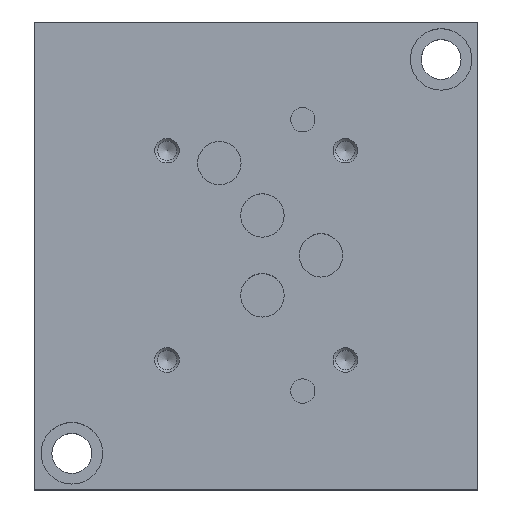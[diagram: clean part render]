
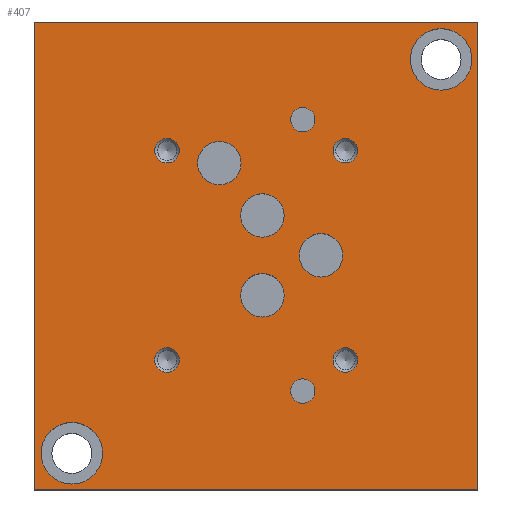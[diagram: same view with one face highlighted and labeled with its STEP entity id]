
A CAD part, top view. The second image highlights one B-rep face of the part: STEP entity #407.
In plain terms, the highlighted planar face has unit normal (0, 0, 1).
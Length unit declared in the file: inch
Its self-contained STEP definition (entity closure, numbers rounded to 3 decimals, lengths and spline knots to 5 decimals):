
#407 = ADVANCED_FACE( '', ( #981, #982, #983, #984, #985, #986, #987, #988, #989, #990, #991, #992, #993 ), #994, .F. );
#981 = FACE_BOUND( '', #1773, .T. );
#982 = FACE_BOUND( '', #1774, .T. );
#983 = FACE_BOUND( '', #1775, .T. );
#984 = FACE_BOUND( '', #1776, .T. );
#985 = FACE_BOUND( '', #1777, .T. );
#986 = FACE_BOUND( '', #1778, .T. );
#987 = FACE_BOUND( '', #1779, .T. );
#988 = FACE_BOUND( '', #1780, .T. );
#989 = FACE_BOUND( '', #1781, .T. );
#990 = FACE_BOUND( '', #1782, .T. );
#991 = FACE_BOUND( '', #1783, .T. );
#992 = FACE_BOUND( '', #1784, .T. );
#993 = FACE_OUTER_BOUND( '', #1785, .T. );
#994 = PLANE( '', #1786 );
#1773 = EDGE_LOOP( '', ( #2940 ) );
#1774 = EDGE_LOOP( '', ( #2941 ) );
#1775 = EDGE_LOOP( '', ( #2942 ) );
#1776 = EDGE_LOOP( '', ( #2943 ) );
#1777 = EDGE_LOOP( '', ( #2944 ) );
#1778 = EDGE_LOOP( '', ( #2945 ) );
#1779 = EDGE_LOOP( '', ( #2946 ) );
#1780 = EDGE_LOOP( '', ( #2947 ) );
#1781 = EDGE_LOOP( '', ( #2948 ) );
#1782 = EDGE_LOOP( '', ( #2949 ) );
#1783 = EDGE_LOOP( '', ( #2950 ) );
#1784 = EDGE_LOOP( '', ( #2951 ) );
#1785 = EDGE_LOOP( '', ( #2952, #2953, #2954, #2955 ) );
#1786 = AXIS2_PLACEMENT_3D( '', #2956, #2957, #2958 );
#2940 = ORIENTED_EDGE( '', *, *, #4602, .T. );
#2941 = ORIENTED_EDGE( '', *, *, #4726, .T. );
#2942 = ORIENTED_EDGE( '', *, *, #4727, .F. );
#2943 = ORIENTED_EDGE( '', *, *, #4728, .F. );
#2944 = ORIENTED_EDGE( '', *, *, #4396, .F. );
#2945 = ORIENTED_EDGE( '', *, *, #4729, .F. );
#2946 = ORIENTED_EDGE( '', *, *, #4730, .F. );
#2947 = ORIENTED_EDGE( '', *, *, #4731, .F. );
#2948 = ORIENTED_EDGE( '', *, *, #4732, .F. );
#2949 = ORIENTED_EDGE( '', *, *, #4486, .F. );
#2950 = ORIENTED_EDGE( '', *, *, #4733, .F. );
#2951 = ORIENTED_EDGE( '', *, *, #4409, .F. );
#2952 = ORIENTED_EDGE( '', *, *, #4734, .T. );
#2953 = ORIENTED_EDGE( '', *, *, #4735, .F. );
#2954 = ORIENTED_EDGE( '', *, *, #4736, .F. );
#2955 = ORIENTED_EDGE( '', *, *, #4704, .T. );
#2956 = CARTESIAN_POINT( '', ( 4.5, 4.75, 1.75 ) );
#2957 = DIRECTION( '', ( 0., 0., -1. ) );
#2958 = DIRECTION( '', ( -1., 0., 0. ) );
#4396 = EDGE_CURVE( '', #5208, #5208, #5209, .T. );
#4409 = EDGE_CURVE( '', #5231, #5231, #5232, .T. );
#4486 = EDGE_CURVE( '', #5362, #5362, #5363, .T. );
#4602 = EDGE_CURVE( '', #5560, #5560, #5561, .T. );
#4704 = EDGE_CURVE( '', #5722, #5720, #5723, .T. );
#4726 = EDGE_CURVE( '', #5755, #5755, #5756, .T. );
#4727 = EDGE_CURVE( '', #5757, #5757, #5758, .T. );
#4728 = EDGE_CURVE( '', #5759, #5759, #5760, .T. );
#4729 = EDGE_CURVE( '', #5761, #5761, #5762, .T. );
#4730 = EDGE_CURVE( '', #5763, #5763, #5764, .T. );
#4731 = EDGE_CURVE( '', #5765, #5765, #5766, .T. );
#4732 = EDGE_CURVE( '', #5767, #5767, #5768, .T. );
#4733 = EDGE_CURVE( '', #5769, #5769, #5770, .T. );
#4734 = EDGE_CURVE( '', #5720, #5771, #5772, .T. );
#4735 = EDGE_CURVE( '', #5773, #5771, #5774, .T. );
#4736 = EDGE_CURVE( '', #5722, #5773, #5775, .T. );
#5208 = VERTEX_POINT( '', #6392 );
#5209 = CIRCLE( '', #6393, 0.125 );
#5231 = VERTEX_POINT( '', #6421 );
#5232 = CIRCLE( '', #6422, 0.2205 );
#5362 = VERTEX_POINT( '', #6600 );
#5363 = CIRCLE( '', #6601, 0.2205 );
#5560 = VERTEX_POINT( '', #6875 );
#5561 = CIRCLE( '', #6876, 0.3125 );
#5720 = VERTEX_POINT( '', #7091 );
#5722 = VERTEX_POINT( '', #7094 );
#5723 = LINE( '', #7095, #7096 );
#5755 = VERTEX_POINT( '', #7140 );
#5756 = CIRCLE( '', #7141, 0.3125 );
#5757 = VERTEX_POINT( '', #7142 );
#5758 = CIRCLE( '', #7143, 0.125 );
#5759 = VERTEX_POINT( '', #7144 );
#5760 = CIRCLE( '', #7145, 0.125 );
#5761 = VERTEX_POINT( '', #7146 );
#5762 = CIRCLE( '', #7147, 0.125 );
#5763 = VERTEX_POINT( '', #7148 );
#5764 = CIRCLE( '', #7149, 0.124 );
#5765 = VERTEX_POINT( '', #7150 );
#5766 = CIRCLE( '', #7151, 0.124 );
#5767 = VERTEX_POINT( '', #7152 );
#5768 = CIRCLE( '', #7153, 0.2205 );
#5769 = VERTEX_POINT( '', #7154 );
#5770 = CIRCLE( '', #7155, 0.2205 );
#5771 = VERTEX_POINT( '', #7156 );
#5772 = LINE( '', #7157, #7158 );
#5773 = VERTEX_POINT( '', #7159 );
#5774 = LINE( '', #7160, #7161 );
#5775 = LINE( '', #7162, #7163 );
#6392 = CARTESIAN_POINT( '', ( 3.283, 1.317, 1.75 ) );
#6393 = AXIS2_PLACEMENT_3D( '', #7952, #7953, #7954 );
#6421 = CARTESIAN_POINT( '', ( 3.1305, 2.38, 1.75 ) );
#6422 = AXIS2_PLACEMENT_3D( '', #7970, #7971, #7972 );
#6600 = CARTESIAN_POINT( '', ( 2.5355, 2.785, 1.75 ) );
#6601 = AXIS2_PLACEMENT_3D( '', #8048, #8049, #8050 );
#6875 = CARTESIAN_POINT( '', ( 3.8175, 4.37, 1.75 ) );
#6876 = AXIS2_PLACEMENT_3D( '', #8188, #8189, #8190 );
#7091 = CARTESIAN_POINT( '', ( 0., 4.75, 1.75 ) );
#7094 = CARTESIAN_POINT( '', ( 4.5, 4.75, 1.75 ) );
#7095 = CARTESIAN_POINT( '', ( 4.5, 4.75, 1.75 ) );
#7096 = VECTOR( '', #8299, 39.37008 );
#7140 = CARTESIAN_POINT( '', ( 0.0675, 0.37, 1.75 ) );
#7141 = AXIS2_PLACEMENT_3D( '', #8321, #8322, #8323 );
#7142 = CARTESIAN_POINT( '', ( 1.472, 3.443, 1.75 ) );
#7143 = AXIS2_PLACEMENT_3D( '', #8324, #8325, #8326 );
#7144 = CARTESIAN_POINT( '', ( 1.472, 1.317, 1.75 ) );
#7145 = AXIS2_PLACEMENT_3D( '', #8327, #8328, #8329 );
#7146 = CARTESIAN_POINT( '', ( 3.283, 3.443, 1.75 ) );
#7147 = AXIS2_PLACEMENT_3D( '', #8330, #8331, #8332 );
#7148 = CARTESIAN_POINT( '', ( 2.849, 1.002, 1.75 ) );
#7149 = AXIS2_PLACEMENT_3D( '', #8333, #8334, #8335 );
#7150 = CARTESIAN_POINT( '', ( 2.849, 3.758, 1.75 ) );
#7151 = AXIS2_PLACEMENT_3D( '', #8336, #8337, #8338 );
#7152 = CARTESIAN_POINT( '', ( 2.5355, 1.974, 1.75 ) );
#7153 = AXIS2_PLACEMENT_3D( '', #8339, #8340, #8341 );
#7154 = CARTESIAN_POINT( '', ( 2.0985, 3.317, 1.75 ) );
#7155 = AXIS2_PLACEMENT_3D( '', #8342, #8343, #8344 );
#7156 = CARTESIAN_POINT( '', ( 0., 0., 1.75 ) );
#7157 = CARTESIAN_POINT( '', ( 0., 4.75, 1.75 ) );
#7158 = VECTOR( '', #8345, 39.37008 );
#7159 = CARTESIAN_POINT( '', ( 4.5, 0., 1.75 ) );
#7160 = CARTESIAN_POINT( '', ( 4.5, 0., 1.75 ) );
#7161 = VECTOR( '', #8346, 39.37008 );
#7162 = CARTESIAN_POINT( '', ( 4.5, 4.75, 1.75 ) );
#7163 = VECTOR( '', #8347, 39.37008 );
#7952 = CARTESIAN_POINT( '', ( 3.158, 1.317, 1.75 ) );
#7953 = DIRECTION( '', ( 0., 0., 1. ) );
#7954 = DIRECTION( '', ( 1., 0., 0. ) );
#7970 = CARTESIAN_POINT( '', ( 2.91, 2.38, 1.75 ) );
#7971 = DIRECTION( '', ( 0., 0., 1. ) );
#7972 = DIRECTION( '', ( 1., 0., 0. ) );
#8048 = CARTESIAN_POINT( '', ( 2.315, 2.785, 1.75 ) );
#8049 = DIRECTION( '', ( 0., 0., 1. ) );
#8050 = DIRECTION( '', ( 1., 0., 0. ) );
#8188 = CARTESIAN_POINT( '', ( 4.13, 4.37, 1.75 ) );
#8189 = DIRECTION( '', ( 0., 0., -1. ) );
#8190 = DIRECTION( '', ( -1., 0., 0. ) );
#8299 = DIRECTION( '', ( -1., 0., 0. ) );
#8321 = CARTESIAN_POINT( '', ( 0.38, 0.37, 1.75 ) );
#8322 = DIRECTION( '', ( 0., 0., -1. ) );
#8323 = DIRECTION( '', ( -1., 0., 0. ) );
#8324 = CARTESIAN_POINT( '', ( 1.347, 3.443, 1.75 ) );
#8325 = DIRECTION( '', ( 0., 0., 1. ) );
#8326 = DIRECTION( '', ( 1., 0., 0. ) );
#8327 = CARTESIAN_POINT( '', ( 1.347, 1.317, 1.75 ) );
#8328 = DIRECTION( '', ( 0., 0., 1. ) );
#8329 = DIRECTION( '', ( 1., 0., 0. ) );
#8330 = CARTESIAN_POINT( '', ( 3.158, 3.443, 1.75 ) );
#8331 = DIRECTION( '', ( 0., 0., 1. ) );
#8332 = DIRECTION( '', ( 1., 0., 0. ) );
#8333 = CARTESIAN_POINT( '', ( 2.725, 1.002, 1.75 ) );
#8334 = DIRECTION( '', ( 0., 0., 1. ) );
#8335 = DIRECTION( '', ( 1., 0., 0. ) );
#8336 = CARTESIAN_POINT( '', ( 2.725, 3.758, 1.75 ) );
#8337 = DIRECTION( '', ( 0., 0., 1. ) );
#8338 = DIRECTION( '', ( 1., 0., 0. ) );
#8339 = CARTESIAN_POINT( '', ( 2.315, 1.974, 1.75 ) );
#8340 = DIRECTION( '', ( 0., 0., 1. ) );
#8341 = DIRECTION( '', ( 1., 0., 0. ) );
#8342 = CARTESIAN_POINT( '', ( 1.878, 3.317, 1.75 ) );
#8343 = DIRECTION( '', ( 0., 0., 1. ) );
#8344 = DIRECTION( '', ( 1., 0., 0. ) );
#8345 = DIRECTION( '', ( 0., -1., 0. ) );
#8346 = DIRECTION( '', ( -1., 0., 0. ) );
#8347 = DIRECTION( '', ( 0., -1., 0. ) );
